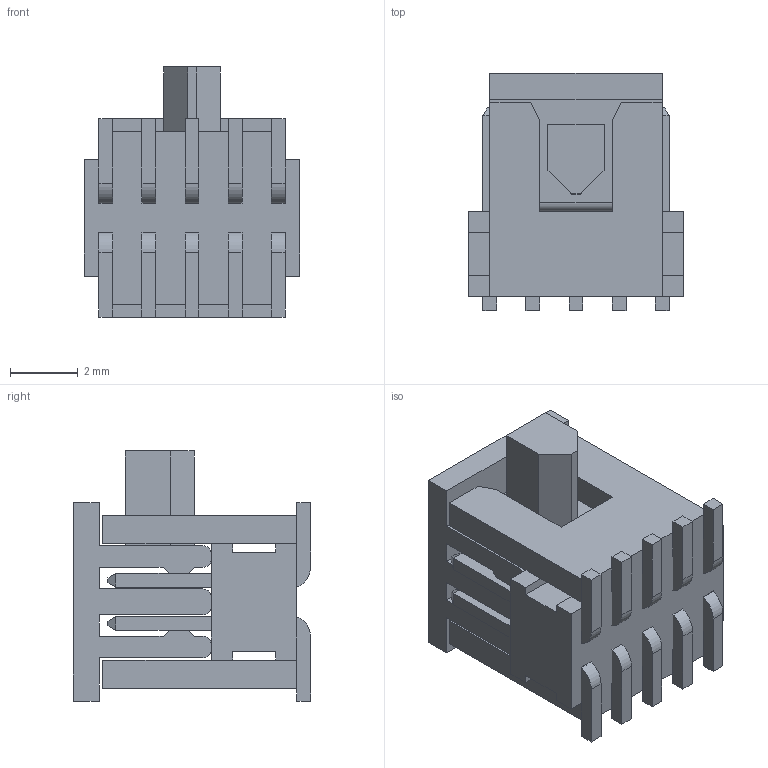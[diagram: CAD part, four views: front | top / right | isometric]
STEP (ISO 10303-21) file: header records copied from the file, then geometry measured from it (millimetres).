
FILE_DESCRIPTION(/* description */ ('STEP AP214'),/* implementation_level */ '2;1');
FILE_NAME(/* name */ 'FTSH-105-01-S-DV-K-P-TR',/* time_stamp */ '2024-03-01T20:09:57+01:00',/* author */ ('License CC BY-ND 4.0'),/* organization */ ('CADENAS'),/* preprocessor_version */ 'ST-DEVELOPER v19.3',/* originating_system */ 'PARTsolutions',/* authorisation */ ' ');
FILE_SCHEMA (('AUTOMOTIVE_DESIGN {1 0 10303 214 3 1 1}'));
Length unit declared in the file: inch
Products named in the file (5): FTSH-105-01-S-DV-K-P-TR; FTSH-105-01-S-DV-K-P-TR_body; FTSH-105-01-S-DV-K-P-TR_pins1; FTSH-105-01-S-DV-K-P-TR_pins2; FTSH-105-01-S-DV-K-P-TR_pp_pad
Assembly tree (4 placements, depth 2):
  FTSH-105-01-S-DV-K-P-TR
    FTSH-105-01-S-DV-K-P-TR_body
    FTSH-105-01-S-DV-K-P-TR_pins1
    FTSH-105-01-S-DV-K-P-TR_pins2
    FTSH-105-01-S-DV-K-P-TR_pp_pad
Bounding box: 6.35 x 6.99 x 7.37 mm (x, y, z)
Volume: 178.7 mm3; surface area: 616 mm2
Topology: 4 solids, 4 shells, 291 faces, 788 edges, 508 vertices
Faces by surface type: plane 275, cylinder 16
Entity records: 9073 total; most frequent: CARTESIAN_POINT 1592, ORIENTED_EDGE 1576, DIRECTION 1412, EDGE_CURVE 788, LINE 756, VECTOR 756, VERTEX_POINT 508, AXIS2_PLACEMENT_3D 328
